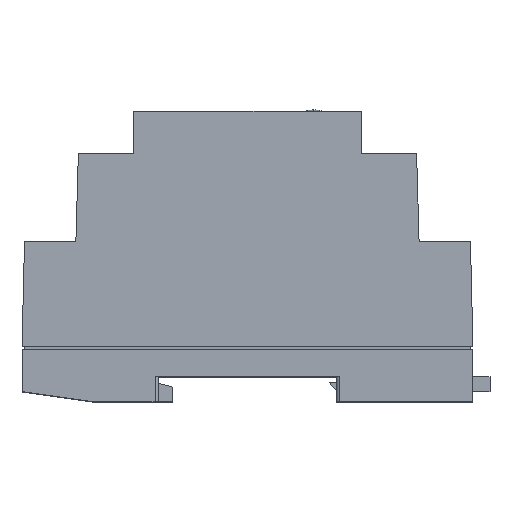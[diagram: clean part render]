
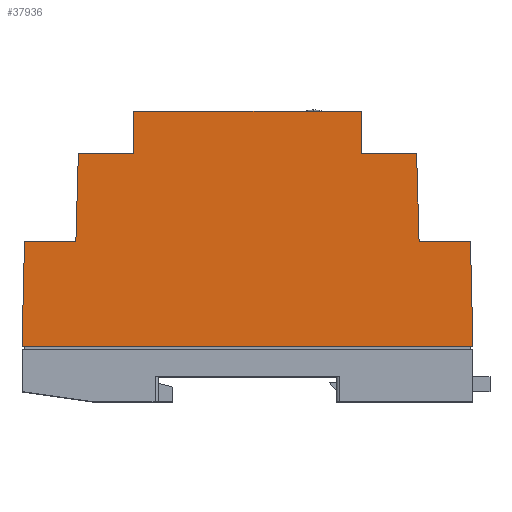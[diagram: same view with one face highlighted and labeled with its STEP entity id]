
A CAD part, top view. The second image highlights one B-rep face of the part: STEP entity #37936.
In plain terms, the highlighted planar face has unit normal (0, 0, 1).
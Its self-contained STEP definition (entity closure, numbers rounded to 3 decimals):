
#228 = DIRECTION ( 'NONE',  ( -0.029, 1., 0. ) ) ;
#540 = EDGE_CURVE ( 'NONE', #25586, #39837, #29291, .T. ) ;
#692 = CARTESIAN_POINT ( 'NONE',  ( 34.25, 21., 0. ) ) ;
#1638 = DIRECTION ( 'NONE',  ( -1., 0., 0. ) ) ;
#2184 = EDGE_CURVE ( 'NONE', #27201, #40495, #5285, .T. ) ;
#2516 = EDGE_CURVE ( 'NONE', #25453, #34953, #26446, .T. ) ;
#3761 = FACE_OUTER_BOUND ( 'NONE', #20096, .T. ) ;
#3833 = CARTESIAN_POINT ( 'NONE',  ( 45., 0., 0. ) ) ;
#4039 = CARTESIAN_POINT ( 'NONE',  ( -45., 0., 0. ) ) ;
#4902 = VERTEX_POINT ( 'NONE', #15791 ) ;
#4939 = CARTESIAN_POINT ( 'NONE',  ( -34.25, 21., 0. ) ) ;
#4957 = CARTESIAN_POINT ( 'NONE',  ( 33.75, 38.5, 0. ) ) ;
#5285 = LINE ( 'NONE', #33419, #14052 ) ;
#6114 = LINE ( 'NONE', #6671, #22632 ) ;
#6142 = DIRECTION ( 'NONE',  ( 1., 0., 0. ) ) ;
#6418 = LINE ( 'NONE', #25915, #41443 ) ;
#6515 = CARTESIAN_POINT ( 'NONE',  ( -44.5, 21., 0. ) ) ;
#6660 = EDGE_CURVE ( 'NONE', #41071, #27201, #42082, .T. ) ;
#6671 = CARTESIAN_POINT ( 'NONE',  ( 45., 0., 0. ) ) ;
#7169 = ORIENTED_EDGE ( 'NONE', *, *, #41261, .T. ) ;
#7504 = LINE ( 'NONE', #38578, #24030 ) ;
#8364 = CARTESIAN_POINT ( 'NONE',  ( -22.75, 47., 0. ) ) ;
#9043 = EDGE_CURVE ( 'NONE', #19682, #39837, #24457, .T. ) ;
#10352 = DIRECTION ( 'NONE',  ( 1., 0., 0. ) ) ;
#10782 = VERTEX_POINT ( 'NONE', #3833 ) ;
#10787 = DIRECTION ( 'NONE',  ( -1., 0., 0. ) ) ;
#11636 = ORIENTED_EDGE ( 'NONE', *, *, #23796, .T. ) ;
#13278 = DIRECTION ( 'NONE',  ( -0.024, 1., 0. ) ) ;
#13984 = CARTESIAN_POINT ( 'NONE',  ( 44.5, 21., 0. ) ) ;
#14052 = VECTOR ( 'NONE', #10352, 1000. ) ;
#14688 = VERTEX_POINT ( 'NONE', #27759 ) ;
#14706 = ORIENTED_EDGE ( 'NONE', *, *, #540, .T. ) ;
#14791 = CARTESIAN_POINT ( 'NONE',  ( -22.75, 38.5, 0. ) ) ;
#15668 = VECTOR ( 'NONE', #38657, 1000. ) ;
#15791 = CARTESIAN_POINT ( 'NONE',  ( -33.75, 38.5, 0. ) ) ;
#15994 = LINE ( 'NONE', #16737, #20624 ) ;
#16131 = VECTOR ( 'NONE', #37613, 1000. ) ;
#16543 = EDGE_CURVE ( 'NONE', #14688, #21878, #29733, .T. ) ;
#16737 = CARTESIAN_POINT ( 'NONE',  ( 34.25, 21., 0. ) ) ;
#17173 = EDGE_CURVE ( 'NONE', #4902, #19682, #6418, .T. ) ;
#17180 = PLANE ( 'NONE',  #18828 ) ;
#17190 = LINE ( 'NONE', #34326, #16131 ) ;
#17199 = ORIENTED_EDGE ( 'NONE', *, *, #31448, .F. ) ;
#17665 = VECTOR ( 'NONE', #1638, 1000. ) ;
#17706 = ORIENTED_EDGE ( 'NONE', *, *, #6660, .F. ) ;
#18828 = AXIS2_PLACEMENT_3D ( 'NONE', #23929, #30523, #10787 ) ;
#19616 = CARTESIAN_POINT ( 'NONE',  ( 0., 47., 0. ) ) ;
#19682 = VERTEX_POINT ( 'NONE', #38897 ) ;
#20096 = EDGE_LOOP ( 'NONE', ( #14706, #23610, #30984, #17199, #31598, #17706, #36911, #11636, #41996, #7169, #40741, #39370 ) ) ;
#20142 = CARTESIAN_POINT ( 'NONE',  ( 22.75, 38.5, 0. ) ) ;
#20546 = VECTOR ( 'NONE', #29520, 1000. ) ;
#20624 = VECTOR ( 'NONE', #228, 1000. ) ;
#20726 = EDGE_CURVE ( 'NONE', #34953, #25586, #7504, .T. ) ;
#20954 = VECTOR ( 'NONE', #40344, 1000. ) ;
#21878 = VERTEX_POINT ( 'NONE', #692 ) ;
#22632 = VECTOR ( 'NONE', #13278, 1000. ) ;
#23573 = CARTESIAN_POINT ( 'NONE',  ( 0., 0., 0. ) ) ;
#23610 = ORIENTED_EDGE ( 'NONE', *, *, #9043, .F. ) ;
#23796 = EDGE_CURVE ( 'NONE', #10782, #14688, #6114, .T. ) ;
#23929 = CARTESIAN_POINT ( 'NONE',  ( 0., 47., 0. ) ) ;
#24030 = VECTOR ( 'NONE', #41899, 1000. ) ;
#24457 = LINE ( 'NONE', #14791, #40910 ) ;
#24579 = VECTOR ( 'NONE', #40878, 1000. ) ;
#24591 = CARTESIAN_POINT ( 'NONE',  ( 33.75, 38.5, 0. ) ) ;
#25453 = VERTEX_POINT ( 'NONE', #24591 ) ;
#25586 = VERTEX_POINT ( 'NONE', #41262 ) ;
#25800 = EDGE_CURVE ( 'NONE', #41071, #10782, #40893, .T. ) ;
#25915 = CARTESIAN_POINT ( 'NONE',  ( -33.75, 38.5, 0. ) ) ;
#26446 = LINE ( 'NONE', #4957, #17665 ) ;
#27201 = VERTEX_POINT ( 'NONE', #6515 ) ;
#27759 = CARTESIAN_POINT ( 'NONE',  ( 44.5, 21., 0. ) ) ;
#29291 = LINE ( 'NONE', #19616, #20546 ) ;
#29520 = DIRECTION ( 'NONE',  ( -1., 0., 0. ) ) ;
#29733 = LINE ( 'NONE', #13984, #20954 ) ;
#30523 = DIRECTION ( 'NONE',  ( 0., 0., -1. ) ) ;
#30984 = ORIENTED_EDGE ( 'NONE', *, *, #17173, .F. ) ;
#31448 = EDGE_CURVE ( 'NONE', #40495, #4902, #17190, .T. ) ;
#31598 = ORIENTED_EDGE ( 'NONE', *, *, #2184, .F. ) ;
#33419 = CARTESIAN_POINT ( 'NONE',  ( -44.5, 21., 0. ) ) ;
#34282 = CARTESIAN_POINT ( 'NONE',  ( -45., 0., 0. ) ) ;
#34326 = CARTESIAN_POINT ( 'NONE',  ( -34.25, 21., 0. ) ) ;
#34953 = VERTEX_POINT ( 'NONE', #20142 ) ;
#36911 = ORIENTED_EDGE ( 'NONE', *, *, #25800, .T. ) ;
#37613 = DIRECTION ( 'NONE',  ( 0.029, 1., 0. ) ) ;
#37815 = DIRECTION ( 'NONE',  ( 0., 1., 0. ) ) ;
#37936 = ADVANCED_FACE ( 'NONE', ( #3761 ), #17180, .F. ) ;
#38578 = CARTESIAN_POINT ( 'NONE',  ( 22.75, 38.5, 0. ) ) ;
#38657 = DIRECTION ( 'NONE',  ( 1., 0., 0. ) ) ;
#38897 = CARTESIAN_POINT ( 'NONE',  ( -22.75, 38.5, 0. ) ) ;
#39370 = ORIENTED_EDGE ( 'NONE', *, *, #20726, .T. ) ;
#39837 = VERTEX_POINT ( 'NONE', #8364 ) ;
#40344 = DIRECTION ( 'NONE',  ( -1., 0., 0. ) ) ;
#40495 = VERTEX_POINT ( 'NONE', #4939 ) ;
#40741 = ORIENTED_EDGE ( 'NONE', *, *, #2516, .T. ) ;
#40878 = DIRECTION ( 'NONE',  ( 0.024, 1., 0. ) ) ;
#40893 = LINE ( 'NONE', #23573, #15668 ) ;
#40910 = VECTOR ( 'NONE', #37815, 1000. ) ;
#41071 = VERTEX_POINT ( 'NONE', #4039 ) ;
#41261 = EDGE_CURVE ( 'NONE', #21878, #25453, #15994, .T. ) ;
#41262 = CARTESIAN_POINT ( 'NONE',  ( 22.75, 47., 0. ) ) ;
#41443 = VECTOR ( 'NONE', #6142, 1000. ) ;
#41899 = DIRECTION ( 'NONE',  ( 0., 1., 0. ) ) ;
#41996 = ORIENTED_EDGE ( 'NONE', *, *, #16543, .T. ) ;
#42082 = LINE ( 'NONE', #34282, #24579 ) ;
